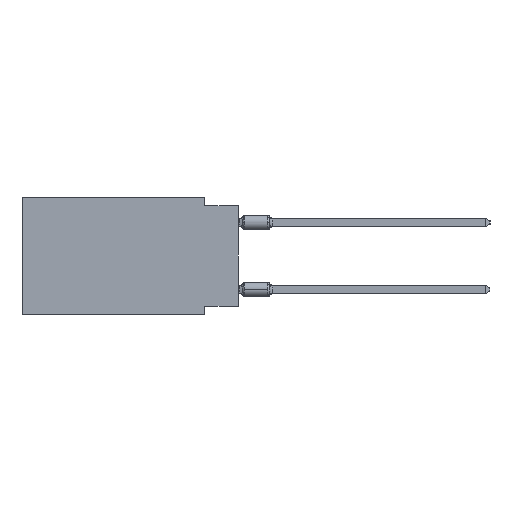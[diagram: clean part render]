
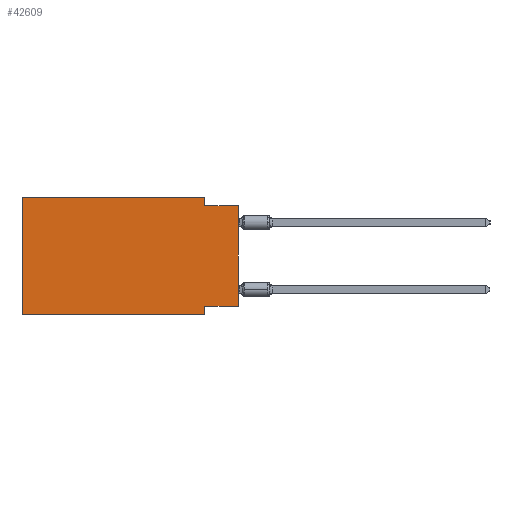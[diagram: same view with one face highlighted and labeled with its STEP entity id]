
A CAD part, left-side view. The second image highlights one B-rep face of the part: STEP entity #42609.
In plain terms, the highlighted planar face has unit normal (-1, 0, 0).
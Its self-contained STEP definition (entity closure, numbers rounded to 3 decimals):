
#939 = CARTESIAN_POINT ( 'NONE',  ( 0., 16.383, 0. ) ) ;
#1279 = EDGE_CURVE ( 'NONE', #14010, #21236, #4775, .T. ) ;
#2499 = VECTOR ( 'NONE', #6798, 1000. ) ;
#2932 = DIRECTION ( 'NONE',  ( 0., 1., 0. ) ) ;
#4073 = LINE ( 'NONE', #14375, #2499 ) ;
#4443 = CARTESIAN_POINT ( 'NONE',  ( 0., 0., -0.635 ) ) ;
#4775 = LINE ( 'NONE', #939, #37739 ) ;
#5023 = CARTESIAN_POINT ( 'NONE',  ( 0., 2.54, 0. ) ) ;
#5138 = VERTEX_POINT ( 'NONE', #39970 ) ;
#5517 = VECTOR ( 'NONE', #2932, 1000. ) ;
#6339 = CARTESIAN_POINT ( 'NONE',  ( 0., 0., -8.255 ) ) ;
#6340 = LINE ( 'NONE', #4443, #37393 ) ;
#6458 = ORIENTED_EDGE ( 'NONE', *, *, #29043, .F. ) ;
#6798 = DIRECTION ( 'NONE',  ( 0., 0., 1. ) ) ;
#6981 = LINE ( 'NONE', #38181, #39082 ) ;
#7494 = FACE_OUTER_BOUND ( 'NONE', #19986, .T. ) ;
#7715 = DIRECTION ( 'NONE',  ( 0., 0., -1. ) ) ;
#8518 = CARTESIAN_POINT ( 'NONE',  ( 0., 2.54, -8.255 ) ) ;
#9335 = DIRECTION ( 'NONE',  ( 0., 0., 1. ) ) ;
#9684 = LINE ( 'NONE', #6339, #5517 ) ;
#9923 = ORIENTED_EDGE ( 'NONE', *, *, #26220, .T. ) ;
#10675 = CARTESIAN_POINT ( 'NONE',  ( 0., 2.54, -8.89 ) ) ;
#10711 = CARTESIAN_POINT ( 'NONE',  ( 0., 2.54, 0. ) ) ;
#11914 = DIRECTION ( 'NONE',  ( 0., -1., 0. ) ) ;
#11939 = CARTESIAN_POINT ( 'NONE',  ( 0., 16.383, 0. ) ) ;
#13780 = ORIENTED_EDGE ( 'NONE', *, *, #40032, .F. ) ;
#14010 = VERTEX_POINT ( 'NONE', #11939 ) ;
#14198 = CARTESIAN_POINT ( 'NONE',  ( 0., 16.383, 0. ) ) ;
#14375 = CARTESIAN_POINT ( 'NONE',  ( 0., 0., 0. ) ) ;
#15824 = ORIENTED_EDGE ( 'NONE', *, *, #1279, .F. ) ;
#16279 = VERTEX_POINT ( 'NONE', #10675 ) ;
#16621 = AXIS2_PLACEMENT_3D ( 'NONE', #14198, #24775, #7715 ) ;
#17136 = EDGE_CURVE ( 'NONE', #25245, #39646, #6340, .T. ) ;
#18498 = EDGE_CURVE ( 'NONE', #5138, #14010, #19455, .T. ) ;
#19455 = LINE ( 'NONE', #33388, #27486 ) ;
#19986 = EDGE_LOOP ( 'NONE', ( #35522, #26215, #13780, #15824, #28180, #9923, #6458, #40138 ) ) ;
#20809 = EDGE_CURVE ( 'NONE', #43562, #21852, #9684, .T. ) ;
#21095 = DIRECTION ( 'NONE',  ( 0., 0., -1. ) ) ;
#21236 = VERTEX_POINT ( 'NONE', #10711 ) ;
#21852 = VERTEX_POINT ( 'NONE', #8518 ) ;
#22058 = DIRECTION ( 'NONE',  ( 0., -1., 0. ) ) ;
#22089 = LINE ( 'NONE', #5023, #37448 ) ;
#23877 = CARTESIAN_POINT ( 'NONE',  ( 0., 2.54, -0.635 ) ) ;
#24775 = DIRECTION ( 'NONE',  ( 1., 0., 0. ) ) ;
#25245 = VERTEX_POINT ( 'NONE', #23877 ) ;
#26215 = ORIENTED_EDGE ( 'NONE', *, *, #17136, .F. ) ;
#26220 = EDGE_CURVE ( 'NONE', #5138, #16279, #35738, .T. ) ;
#27486 = VECTOR ( 'NONE', #9335, 1000. ) ;
#28028 = CARTESIAN_POINT ( 'NONE',  ( 0., 0., -8.255 ) ) ;
#28180 = ORIENTED_EDGE ( 'NONE', *, *, #18498, .F. ) ;
#29043 = EDGE_CURVE ( 'NONE', #21852, #16279, #6981, .T. ) ;
#29232 = CARTESIAN_POINT ( 'NONE',  ( 0., 16.383, -8.89 ) ) ;
#30723 = EDGE_CURVE ( 'NONE', #43562, #39646, #4073, .T. ) ;
#31524 = PLANE ( 'NONE',  #16621 ) ;
#33388 = CARTESIAN_POINT ( 'NONE',  ( 0., 16.383, 0. ) ) ;
#33722 = DIRECTION ( 'NONE',  ( 0., -1., 0. ) ) ;
#34563 = VECTOR ( 'NONE', #11914, 1000. ) ;
#35522 = ORIENTED_EDGE ( 'NONE', *, *, #30723, .T. ) ;
#35738 = LINE ( 'NONE', #29232, #34563 ) ;
#37393 = VECTOR ( 'NONE', #33722, 1000. ) ;
#37448 = VECTOR ( 'NONE', #42777, 1000. ) ;
#37739 = VECTOR ( 'NONE', #22058, 1000. ) ;
#38181 = CARTESIAN_POINT ( 'NONE',  ( 0., 2.54, -8.89 ) ) ;
#39082 = VECTOR ( 'NONE', #21095, 1000. ) ;
#39646 = VERTEX_POINT ( 'NONE', #43922 ) ;
#39970 = CARTESIAN_POINT ( 'NONE',  ( 0., 16.383, -8.89 ) ) ;
#40032 = EDGE_CURVE ( 'NONE', #21236, #25245, #22089, .T. ) ;
#40138 = ORIENTED_EDGE ( 'NONE', *, *, #20809, .F. ) ;
#42609 = ADVANCED_FACE ( 'NONE', ( #7494 ), #31524, .F. ) ;
#42777 = DIRECTION ( 'NONE',  ( 0., 0., -1. ) ) ;
#43562 = VERTEX_POINT ( 'NONE', #28028 ) ;
#43922 = CARTESIAN_POINT ( 'NONE',  ( 0., 0., -0.635 ) ) ;
